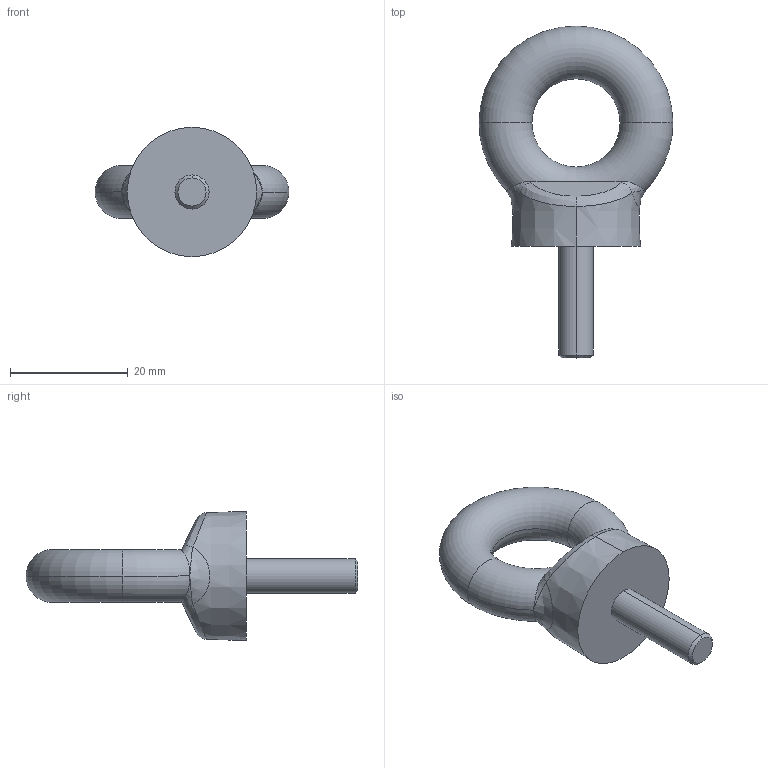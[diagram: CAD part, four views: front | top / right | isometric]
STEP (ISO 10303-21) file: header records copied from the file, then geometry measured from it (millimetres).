
FILE_DESCRIPTION (( 'STEP AP203' ), '1' );
FILE_NAME ('T42500.STEP', '2023-01-04T14:25:01', ( '' ), ( '' ), 'SwSTEP 2.0', 'SolidWorks 2022', '' );
FILE_SCHEMA (( 'CONFIG_CONTROL_DESIGN' ));
Length unit declared in the file: millimetre
Products named in the file (1): T42500
Bounding box: 33 x 56.5 x 22 mm (x, y, z)
Volume: 8315.8 mm3; surface area: 3316.5 mm2
Topology: 1 solids, 1 shells, 30 faces, 69 edges, 40 vertices
Faces by surface type: bspline 10, plane 10, torus 4, cone 4, cylinder 2
Entity records: 1619 total; most frequent: CARTESIAN_POINT 958, ORIENTED_EDGE 138, DIRECTION 100, EDGE_CURVE 69, AXIS2_PLACEMENT_3D 44, VERTEX_POINT 40, EDGE_LOOP 31, FACE_OUTER_BOUND 30
